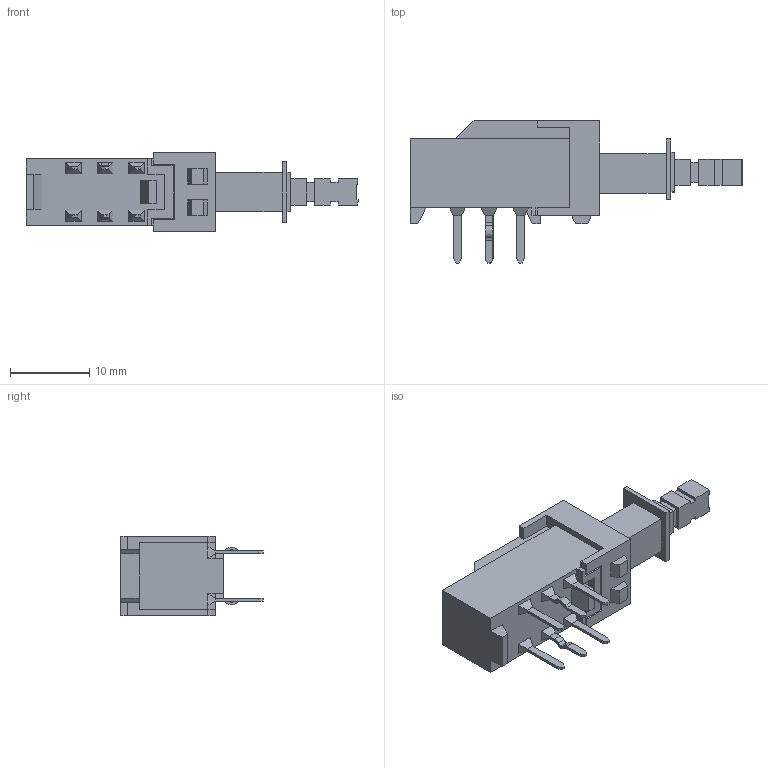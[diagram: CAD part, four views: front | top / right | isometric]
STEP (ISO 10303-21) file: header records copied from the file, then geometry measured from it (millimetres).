
FILE_DESCRIPTION (( 'STEP AP214' ), '1' );
FILE_NAME ('SPUN191000.STEP', '2011-06-01T05:16:08', ( '' ), ( '' ), 'SwSTEP 2.0', 'SolidWorks 2007', '' );
FILE_SCHEMA (( 'AUTOMOTIVE_DESIGN' ));
Length unit declared in the file: millimetre
Products named in the file (1): SPUN191000
Bounding box: 42 x 18 x 10 mm (x, y, z)
Volume: 2537 mm3; surface area: 1818.1 mm2
Topology: 1 solids, 1 shells, 191 faces, 491 edges, 318 vertices
Faces by surface type: plane 177, cylinder 14
Entity records: 7793 total; most frequent: CARTESIAN_POINT 1001, ORIENTED_EDGE 982, DIRECTION 903, EDGE_CURVE 491, LINE 463, VECTOR 463, VERTEX_POINT 318, AXIS2_PLACEMENT_3D 220
